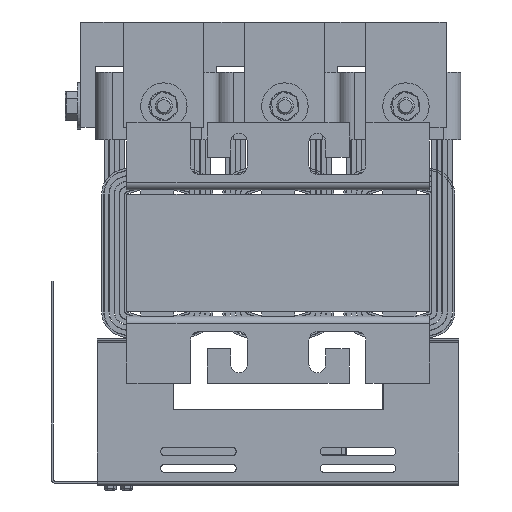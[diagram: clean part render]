
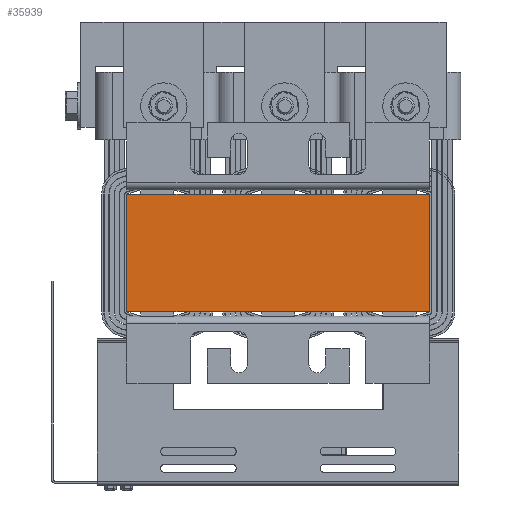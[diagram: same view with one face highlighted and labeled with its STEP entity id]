
A CAD part, front view. The second image highlights one B-rep face of the part: STEP entity #35939.
In plain terms, the highlighted planar face has unit normal (0, -1, 0).
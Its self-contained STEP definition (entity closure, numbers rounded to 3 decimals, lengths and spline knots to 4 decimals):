
#2259=PLANE('',#39281);
#3639=FACE_OUTER_BOUND('',#5783,.T.);
#5783=EDGE_LOOP('',(#27096,#27097,#27098,#27099));
#8223=LINE('',#54958,#11730);
#8228=LINE('',#54967,#11735);
#8232=LINE('',#54975,#11739);
#8233=LINE('',#54977,#11740);
#11730=VECTOR('',#44570,0.3937);
#11735=VECTOR('',#44577,0.3937);
#11739=VECTOR('',#44585,0.3937);
#11740=VECTOR('',#44588,0.3937);
#16571=VERTEX_POINT('',#54954);
#16573=VERTEX_POINT('',#54957);
#16575=VERTEX_POINT('',#54963);
#16578=VERTEX_POINT('',#54973);
#20487=EDGE_CURVE('',#16573,#16571,#8223,.T.);
#20492=EDGE_CURVE('',#16575,#16573,#8228,.T.);
#20496=EDGE_CURVE('',#16571,#16578,#8232,.T.);
#20497=EDGE_CURVE('',#16578,#16575,#8233,.T.);
#27096=ORIENTED_EDGE('',*,*,#20497,.T.);
#27097=ORIENTED_EDGE('',*,*,#20492,.T.);
#27098=ORIENTED_EDGE('',*,*,#20487,.T.);
#27099=ORIENTED_EDGE('',*,*,#20496,.T.);
#35939=ADVANCED_FACE('',(#3639),#2259,.T.);
#39281=AXIS2_PLACEMENT_3D('',#54976,#44586,#44587);
#44570=DIRECTION('',(1.,0.,0.));
#44577=DIRECTION('',(0.,0.,-1.));
#44585=DIRECTION('',(0.,0.,1.));
#44586=DIRECTION('center_axis',(0.,-1.,0.));
#44587=DIRECTION('ref_axis',(0.,0.,-1.));
#44588=DIRECTION('',(-1.,0.,0.));
#54954=CARTESIAN_POINT('',(7.7153,-0.9586,-1.75));
#54957=CARTESIAN_POINT('',(-1.2847,-0.9586,-1.75));
#54958=CARTESIAN_POINT('',(7.7153,-0.9586,-1.75));
#54963=CARTESIAN_POINT('',(-1.2847,-0.9586,1.75));
#54967=CARTESIAN_POINT('',(-1.2847,-0.9586,0.));
#54973=CARTESIAN_POINT('',(7.7153,-0.9586,1.75));
#54975=CARTESIAN_POINT('',(7.7153,-0.9586,0.));
#54976=CARTESIAN_POINT('Origin',(7.7153,-0.9586,0.));
#54977=CARTESIAN_POINT('',(7.7153,-0.9586,1.75));
